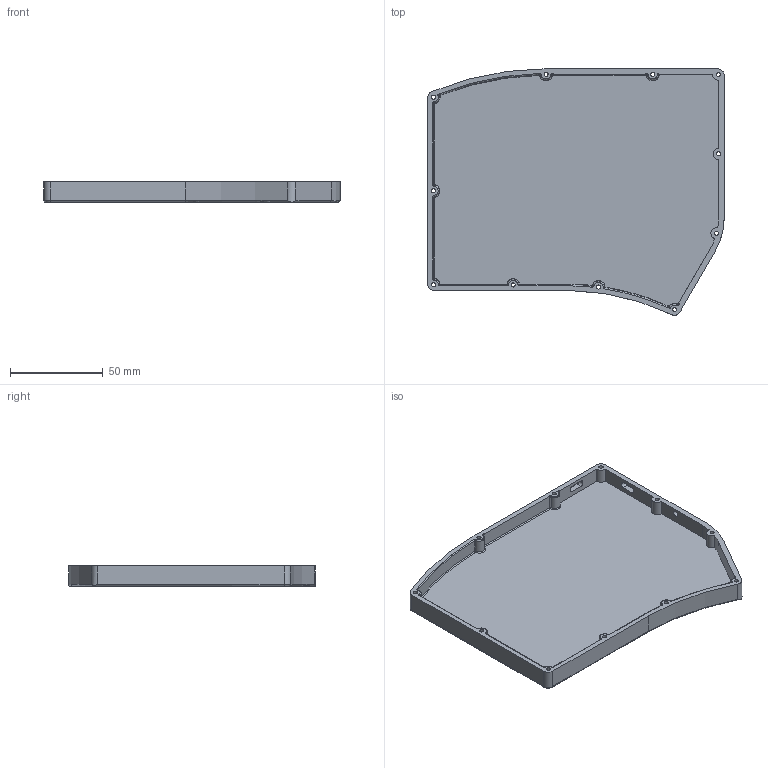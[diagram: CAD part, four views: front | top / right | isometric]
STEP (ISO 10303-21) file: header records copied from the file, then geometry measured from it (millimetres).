
FILE_DESCRIPTION(/* description */ (''),/* implementation_level */ '2;1');
FILE_NAME(/* name */ 'Case_L.step',/* time_stamp */ '2022-05-21T01:11:32+01:00',/* author */ (''),/* organization */ (''),/* preprocessor_version */ 'ST-DEVELOPER v18.1',/* originating_system */ 'Autodesk Translation Framework v10.14.0.1471',/* authorisation */ '');
FILE_SCHEMA (('AUTOMOTIVE_DESIGN { 1 0 10303 214 3 1 1 }'));
Length unit declared in the file: millimetre
Products named in the file (4): Cantaloupe_Case; LHS; Case_L; RHS
Assembly tree (3 placements, depth 3):
  Cantaloupe_Case
    LHS
      Case_L
    RHS
Bounding box: 159.47 x 132.64 x 11 mm (x, y, z)
Volume: 69417.3 mm3; surface area: 48247.9 mm2
Topology: 1 solids, 1 shells, 165 faces, 400 edges, 234 vertices
Faces by surface type: cylinder 73, torus 39, plane 25, sphere 13, cone 11, bspline 4
Full cylindrical faces by diameter (mm): 2.2 x11, 3 x1
Entity records: 5338 total; most frequent: CARTESIAN_POINT 1264, DIRECTION 922, ORIENTED_EDGE 792, EDGE_CURVE 396, AXIS2_PLACEMENT_3D 386, VERTEX_POINT 234, CIRCLE 218, EDGE_LOOP 194
